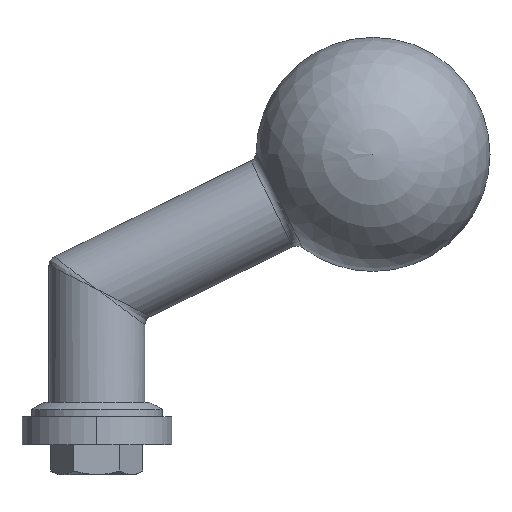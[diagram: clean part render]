
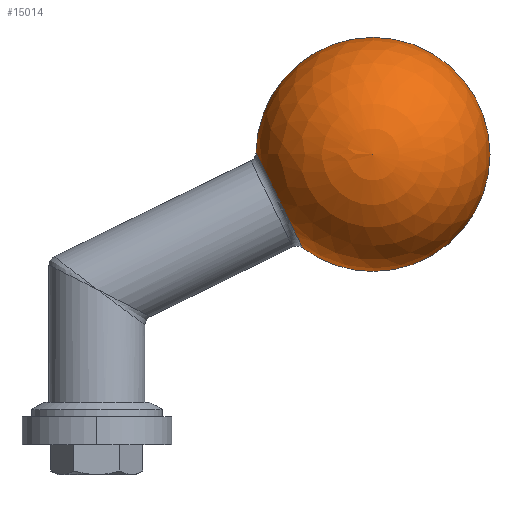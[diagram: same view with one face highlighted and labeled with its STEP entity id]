
A CAD part, front view. The second image highlights one B-rep face of the part: STEP entity #15014.
In plain terms, the highlighted spherical face has radius 25 mm.
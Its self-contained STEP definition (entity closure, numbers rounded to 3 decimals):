
#49 = DIRECTION ( 'NONE',  ( 0., 1., 0. ) ) ;
#103 = EDGE_CURVE ( 'NONE', #11855, #14754, #10565, .T. ) ;
#790 = ORIENTED_EDGE ( 'NONE', *, *, #1549, .T. ) ;
#899 = CARTESIAN_POINT ( 'NONE',  ( 59., 0., 29.8 ) ) ;
#1077 = AXIS2_PLACEMENT_3D ( 'NONE', #9062, #7712, #10560 ) ;
#1222 = AXIS2_PLACEMENT_3D ( 'NONE', #8550, #10066, #1685 ) ;
#1384 = EDGE_LOOP ( 'NONE', ( #7739, #1780, #5007, #790 ) ) ;
#1549 = EDGE_CURVE ( 'NONE', #13304, #14754, #15550, .T. ) ;
#1685 = DIRECTION ( 'NONE',  ( 1., 0., 0. ) ) ;
#1780 = ORIENTED_EDGE ( 'NONE', *, *, #15981, .T. ) ;
#2214 = VERTEX_POINT ( 'NONE', #7483 ) ;
#3085 = FACE_OUTER_BOUND ( 'NONE', #1384, .T. ) ;
#4193 = DIRECTION ( 'NONE',  ( 0., 0., 1. ) ) ;
#5007 = ORIENTED_EDGE ( 'NONE', *, *, #13618, .F. ) ;
#5026 = DIRECTION ( 'NONE',  ( 0., 1., 0. ) ) ;
#6972 = CARTESIAN_POINT ( 'NONE',  ( 59., 0., 54.8 ) ) ;
#7483 = CARTESIAN_POINT ( 'NONE',  ( 59., 0., 79.8 ) ) ;
#7712 = DIRECTION ( 'NONE',  ( 0., -1., 0. ) ) ;
#7739 = ORIENTED_EDGE ( 'NONE', *, *, #103, .F. ) ;
#7860 = CIRCLE ( 'NONE', #15982, 25. ) ;
#8080 = DIRECTION ( 'NONE',  ( 0.439, 0., -0.899 ) ) ;
#8550 = CARTESIAN_POINT ( 'NONE',  ( 59., 0., 54.8 ) ) ;
#9062 = CARTESIAN_POINT ( 'NONE',  ( 59., 0., 54.8 ) ) ;
#9566 = CIRCLE ( 'NONE', #1222, 25. ) ;
#10066 = DIRECTION ( 'NONE',  ( 0., -1., 0. ) ) ;
#10560 = DIRECTION ( 'NONE',  ( -1., 0., 0. ) ) ;
#10565 = CIRCLE ( 'NONE', #17435, 25. ) ;
#11855 = VERTEX_POINT ( 'NONE', #899 ) ;
#13304 = VERTEX_POINT ( 'NONE', #15614 ) ;
#13392 = CARTESIAN_POINT ( 'NONE',  ( 59., 0., 54.8 ) ) ;
#13591 = CARTESIAN_POINT ( 'NONE',  ( 38.979, 0., 45.027 ) ) ;
#13618 = EDGE_CURVE ( 'NONE', #13304, #2214, #7860, .T. ) ;
#13701 = SPHERICAL_SURFACE ( 'NONE', #1077, 25. ) ;
#14754 = VERTEX_POINT ( 'NONE', #17198 ) ;
#14955 = DIRECTION ( 'NONE',  ( 0.899, 0., 0.439 ) ) ;
#15014 = ADVANCED_FACE ( 'NONE', ( #3085 ), #13701, .T. ) ;
#15126 = AXIS2_PLACEMENT_3D ( 'NONE', #13591, #14955, #8080 ) ;
#15550 = CIRCLE ( 'NONE', #15126, 11.343 ) ;
#15614 = CARTESIAN_POINT ( 'NONE',  ( 34.004, 0., 55.22 ) ) ;
#15981 = EDGE_CURVE ( 'NONE', #11855, #2214, #9566, .T. ) ;
#15982 = AXIS2_PLACEMENT_3D ( 'NONE', #6972, #49, #4193 ) ;
#17198 = CARTESIAN_POINT ( 'NONE',  ( 43.955, 0., 34.834 ) ) ;
#17435 = AXIS2_PLACEMENT_3D ( 'NONE', #13392, #5026, #17475 ) ;
#17475 = DIRECTION ( 'NONE',  ( 0., 0., 1. ) ) ;
